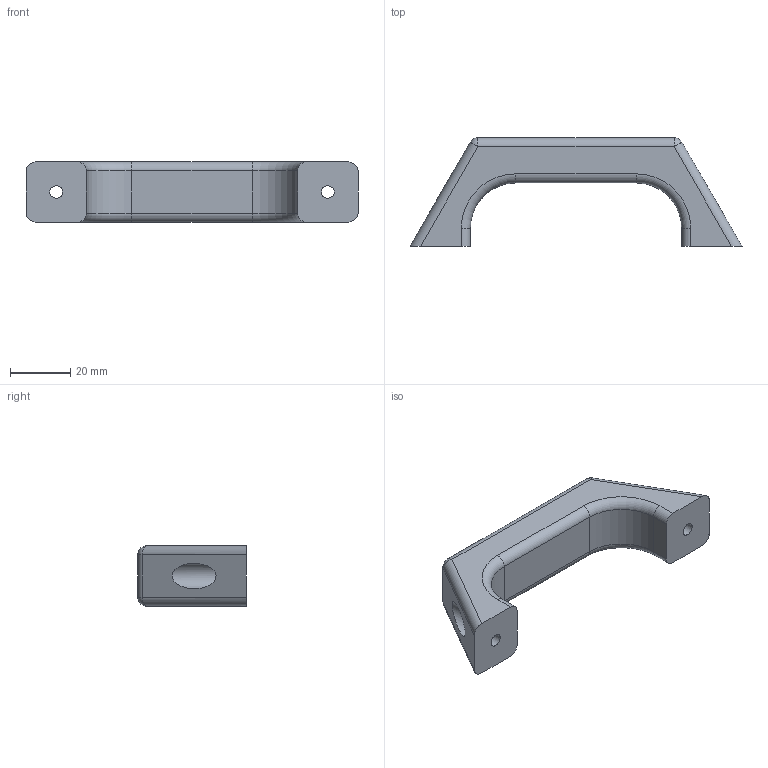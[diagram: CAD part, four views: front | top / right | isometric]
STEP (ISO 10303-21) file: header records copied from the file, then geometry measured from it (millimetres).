
FILE_DESCRIPTION(('FreeCAD Model'),'2;1');
FILE_NAME('handle-x1.step', '2019-07-13T13:17:09',('Author'),(''), 'Open CASCADE STEP processor 6.8','FreeCAD','Unknown');
FILE_SCHEMA(('AUTOMOTIVE_DESIGN_CC2 { 1 2 10303 214 -1 1 5 4 }'));
Length unit declared in the file: millimetre
Products named in the file (2): ASSEMBLY; handle
Assembly tree (1 placements, depth 2):
  ASSEMBLY
    handle
Bounding box: 110 x 36 x 20 mm (x, y, z)
Volume: 34152.7 mm3; surface area: 9470.5 mm2
Topology: 1 solids, 1 shells, 40 faces, 92 edges, 52 vertices
Faces by surface type: cylinder 20, plane 12, sphere 4, torus 4
Full cylindrical faces by diameter (mm): 4.2 x2, 8.4 x2
Entity records: 2321 total; most frequent: CARTESIAN_POINT 480, DIRECTION 350, ORIENTED_EDGE 176, PCURVE 176, DEFINITIONAL_REPRESENTATION 176, LINE 162, VECTOR 162, EDGE_CURVE 88
